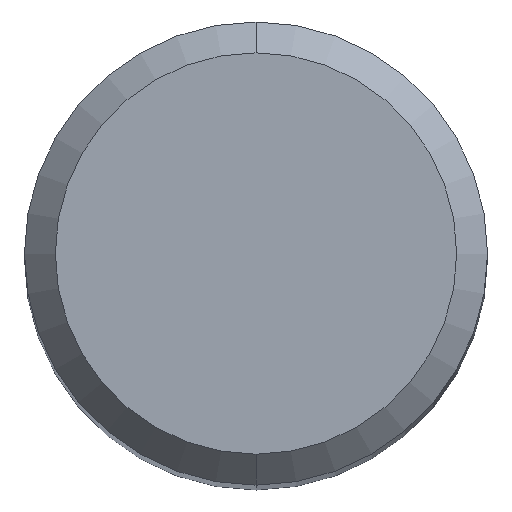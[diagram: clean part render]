
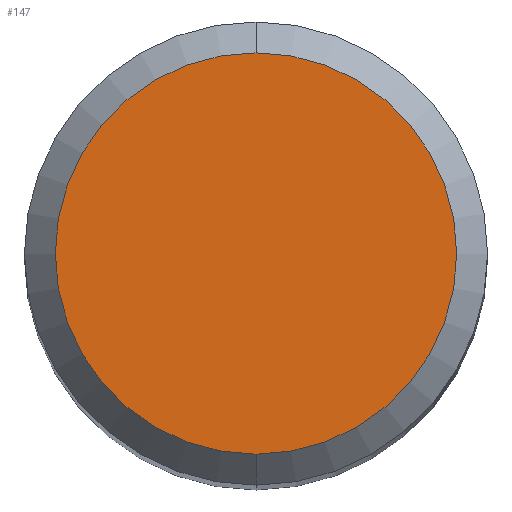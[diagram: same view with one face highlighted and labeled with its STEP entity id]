
A CAD part, top view. The second image highlights one B-rep face of the part: STEP entity #147.
In plain terms, the highlighted planar face has unit normal (0, 0, 1).
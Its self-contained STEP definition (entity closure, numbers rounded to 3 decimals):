
#115=VERTEX_POINT('',#269);
#139=EDGE_CURVE('',#161,#115,#295,.T.);
#147=ADVANCED_FACE('',(#304),#305,.T.);
#161=VERTEX_POINT('',#320);
#223=EDGE_CURVE('',#115,#161,#390,.T.);
#269=CARTESIAN_POINT('',(0.0,2.6,0.0));
#295=CIRCLE('',#467,2.6);
#304=FACE_OUTER_BOUND('',#477,.T.);
#305=PLANE('',#478);
#320=CARTESIAN_POINT('',(0.,-2.6,0.0));
#390=CIRCLE('',#591,2.6);
#467=AXIS2_PLACEMENT_3D('',#657,#658,#659);
#477=EDGE_LOOP('',(#671,#672));
#478=AXIS2_PLACEMENT_3D('',#673,#674,#675);
#591=AXIS2_PLACEMENT_3D('',#779,#780,#781);
#657=CARTESIAN_POINT('',(0.0,0.0,0.0));
#658=DIRECTION('',(0.0,0.0,-1.0));
#659=DIRECTION('',(0.0,1.0,0.0));
#671=ORIENTED_EDGE('',*,*,#223,.F.);
#672=ORIENTED_EDGE('',*,*,#139,.F.);
#673=CARTESIAN_POINT('',(0.0,1.3,0.0));
#674=DIRECTION('',(-0.0,0.0,1.0));
#675=DIRECTION('',(0.0,-1.0,0.0));
#779=CARTESIAN_POINT('',(0.0,0.0,0.0));
#780=DIRECTION('',(0.0,0.0,-1.0));
#781=DIRECTION('',(0.0,1.0,0.0));
